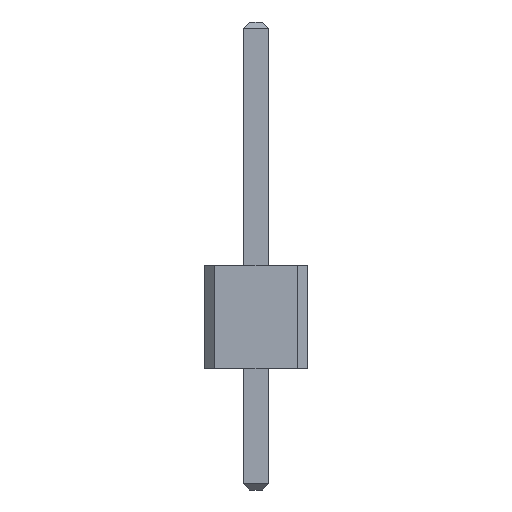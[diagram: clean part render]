
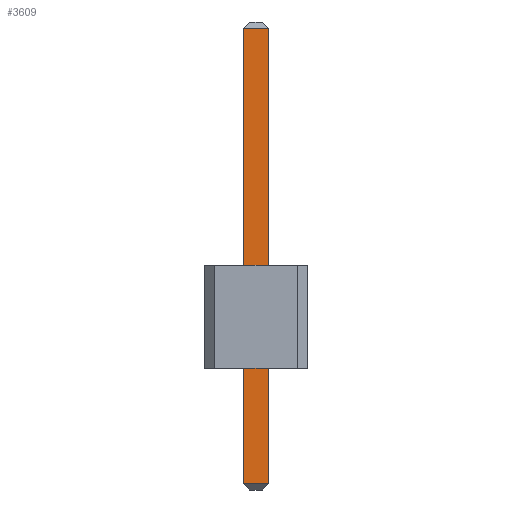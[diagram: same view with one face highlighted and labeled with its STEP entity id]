
A CAD part, front view. The second image highlights one B-rep face of the part: STEP entity #3609.
In plain terms, the highlighted planar face has unit normal (0, -1, 0).
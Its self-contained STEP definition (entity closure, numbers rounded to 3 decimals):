
#13=DIRECTION('',(0.,0.,1.));
#27=VECTOR('',#13,1.);
#67=DIRECTION('',(1.,0.,0.));
#1694=VECTOR('',#67,1.);
#1705=DIRECTION('',(0.,1.,0.));
#3586=EDGE_CURVE('',#3587,#3589,#3591,.T.);
#3587=VERTEX_POINT('',#3588);
#3588=CARTESIAN_POINT('',(-0.32,-71.44,-2.84));
#3589=VERTEX_POINT('',#3590);
#3590=CARTESIAN_POINT('',(-0.32,-71.44,8.38));
#3591=LINE('',#3592,#27);
#3592=CARTESIAN_POINT('',(-0.32,-71.44,-3.));
#3609=ADVANCED_FACE('',(#3610),#3627,.F.);
#3610=FACE_BOUND('',#3611,.F.);
#3611=EDGE_LOOP('',(#3612,#3620,#3623,#3624));
#3612=ORIENTED_EDGE('',*,*,#3613,.F.);
#3613=EDGE_CURVE('',#3614,#3616,#3618,.T.);
#3614=VERTEX_POINT('',#3615);
#3615=CARTESIAN_POINT('',(0.32,-71.44,-2.84));
#3616=VERTEX_POINT('',#3617);
#3617=CARTESIAN_POINT('',(0.32,-71.44,8.38));
#3618=LINE('',#3619,#27);
#3619=CARTESIAN_POINT('',(0.32,-71.44,-3.));
#3620=ORIENTED_EDGE('',*,*,#3621,.F.);
#3621=EDGE_CURVE('',#3587,#3614,#3622,.T.);
#3622=LINE('',#3588,#1694);
#3623=ORIENTED_EDGE('',*,*,#3586,.T.);
#3624=ORIENTED_EDGE('',*,*,#3625,.T.);
#3625=EDGE_CURVE('',#3589,#3616,#3626,.T.);
#3626=LINE('',#3590,#1694);
#3627=PLANE('',#3628);
#3628=AXIS2_PLACEMENT_3D('',#3592,#1705,#13);
